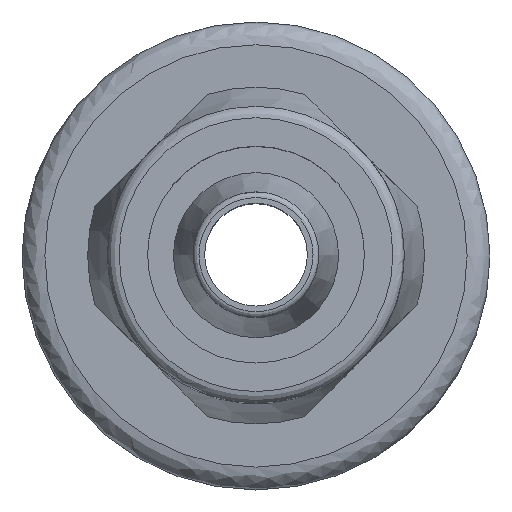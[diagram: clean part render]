
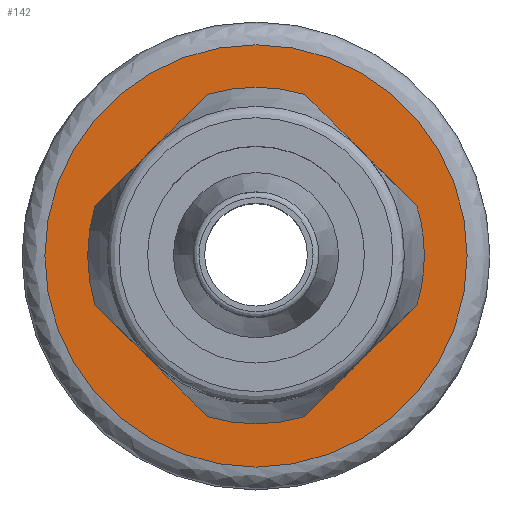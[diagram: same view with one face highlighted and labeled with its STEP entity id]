
A CAD part, top view. The second image highlights one B-rep face of the part: STEP entity #142.
In plain terms, the highlighted planar face has unit normal (0, 0, 1).
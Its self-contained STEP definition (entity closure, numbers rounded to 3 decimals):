
#84=PLANE('',#947);
#142=ADVANCED_FACE('',(#205,#206),#84,.T.);
#205=FACE_BOUND('',#284,.T.);
#206=FACE_BOUND('',#285,.T.);
#284=EDGE_LOOP('',(#419));
#285=EDGE_LOOP('',(#420));
#419=ORIENTED_EDGE('',*,*,#618,.T.);
#420=ORIENTED_EDGE('',*,*,#651,.T.);
#544=VERTEX_POINT('',#1294);
#570=VERTEX_POINT('',#1439);
#618=EDGE_CURVE('',#544,#544,#724,.T.);
#651=EDGE_CURVE('',#570,#570,#736,.T.);
#724=CIRCLE('',#921,2.6);
#736=CIRCLE('',#946,3.7);
#921=AXIS2_PLACEMENT_3D('',#1293,#1043,#1044);
#946=AXIS2_PLACEMENT_3D('',#1438,#1100,#1101);
#947=AXIS2_PLACEMENT_3D('',#1440,#1102,#1103);
#1043=DIRECTION('',(0.,0.,-1.));
#1044=DIRECTION('',(1.,0.,0.));
#1100=DIRECTION('',(0.,0.,1.));
#1101=DIRECTION('',(1.,0.,0.));
#1102=DIRECTION('',(0.,0.,1.));
#1103=DIRECTION('',(0.,-1.,0.));
#1293=CARTESIAN_POINT('',(0.,0.,6.2));
#1294=CARTESIAN_POINT('',(2.6,0.,6.2));
#1438=CARTESIAN_POINT('',(0.,0.,6.2));
#1439=CARTESIAN_POINT('',(3.7,0.,6.2));
#1440=CARTESIAN_POINT('',(-4.07,4.07,6.2));
